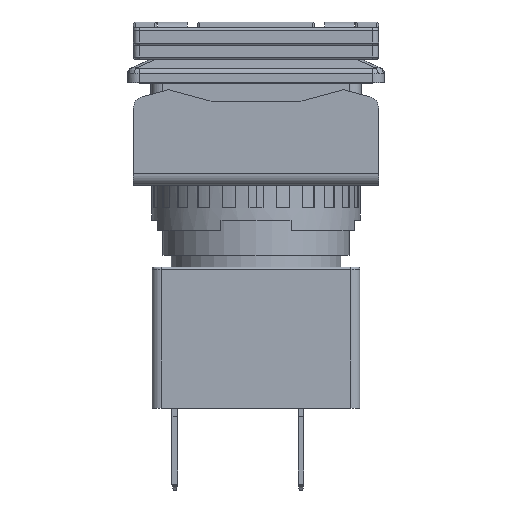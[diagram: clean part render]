
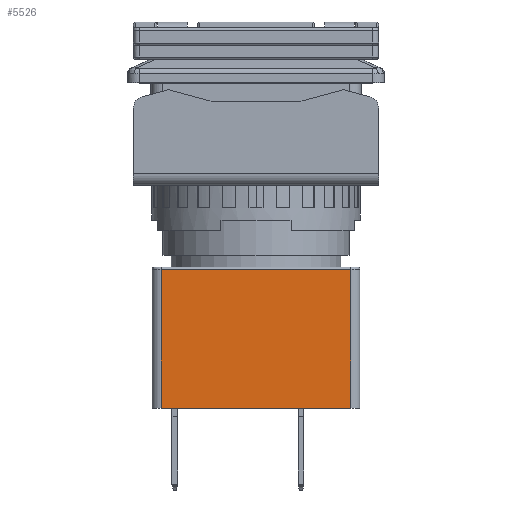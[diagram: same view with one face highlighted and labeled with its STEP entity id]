
A CAD part, front view. The second image highlights one B-rep face of the part: STEP entity #5526.
In plain terms, the highlighted planar face has unit normal (0, -1, 0).
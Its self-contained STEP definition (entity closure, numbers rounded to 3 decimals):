
#277 = DIRECTION ( 'NONE',  ( 0., 0., -1. ) ) ;
#361 = VERTEX_POINT ( 'NONE', #21092 ) ;
#748 = VECTOR ( 'NONE', #15159, 1000. ) ;
#1083 = ORIENTED_EDGE ( 'NONE', *, *, #21982, .F. ) ;
#1183 = EDGE_LOOP ( 'NONE', ( #15788, #10359, #13259, #1083 ) ) ;
#1408 = LINE ( 'NONE', #8181, #748 ) ;
#3142 = EDGE_CURVE ( 'NONE', #361, #8585, #8419, .T. ) ;
#3618 = VERTEX_POINT ( 'NONE', #22074 ) ;
#3929 = VECTOR ( 'NONE', #277, 1000. ) ;
#4167 = DIRECTION ( 'NONE',  ( 0., 0., 1. ) ) ;
#5027 = AXIS2_PLACEMENT_3D ( 'NONE', #12751, #19693, #4167 ) ;
#5131 = CARTESIAN_POINT ( 'NONE',  ( -8.1, -8.9, 11.9 ) ) ;
#5262 = EDGE_CURVE ( 'NONE', #361, #3618, #1408, .T. ) ;
#5305 = CARTESIAN_POINT ( 'NONE',  ( 0., -8.9, 11.9 ) ) ;
#5526 = ADVANCED_FACE ( 'NONE', ( #9065 ), #16035, .F. ) ;
#6239 = VECTOR ( 'NONE', #12199, 1000. ) ;
#8181 = CARTESIAN_POINT ( 'NONE',  ( 0., -8.9, 0. ) ) ;
#8419 = LINE ( 'NONE', #15399, #17201 ) ;
#8449 = VERTEX_POINT ( 'NONE', #12969 ) ;
#8585 = VERTEX_POINT ( 'NONE', #5131 ) ;
#8725 = LINE ( 'NONE', #15705, #3929 ) ;
#9065 = FACE_OUTER_BOUND ( 'NONE', #1183, .T. ) ;
#10272 = EDGE_CURVE ( 'NONE', #8585, #8449, #20869, .T. ) ;
#10359 = ORIENTED_EDGE ( 'NONE', *, *, #3142, .F. ) ;
#12199 = DIRECTION ( 'NONE',  ( 1., 0., 0. ) ) ;
#12751 = CARTESIAN_POINT ( 'NONE',  ( -8.1, -8.9, 0. ) ) ;
#12969 = CARTESIAN_POINT ( 'NONE',  ( 8.1, -8.9, 11.9 ) ) ;
#13259 = ORIENTED_EDGE ( 'NONE', *, *, #5262, .T. ) ;
#15159 = DIRECTION ( 'NONE',  ( 1., 0., 0. ) ) ;
#15399 = CARTESIAN_POINT ( 'NONE',  ( -8.1, -8.9, 5.95 ) ) ;
#15705 = CARTESIAN_POINT ( 'NONE',  ( 8.1, -8.9, 5.95 ) ) ;
#15788 = ORIENTED_EDGE ( 'NONE', *, *, #10272, .F. ) ;
#16035 = PLANE ( 'NONE',  #5027 ) ;
#17201 = VECTOR ( 'NONE', #22370, 1000. ) ;
#19693 = DIRECTION ( 'NONE',  ( 0., 1., 0. ) ) ;
#20869 = LINE ( 'NONE', #5305, #6239 ) ;
#21092 = CARTESIAN_POINT ( 'NONE',  ( -8.1, -8.9, 0. ) ) ;
#21982 = EDGE_CURVE ( 'NONE', #8449, #3618, #8725, .T. ) ;
#22074 = CARTESIAN_POINT ( 'NONE',  ( 8.1, -8.9, 0. ) ) ;
#22370 = DIRECTION ( 'NONE',  ( 0., 0., 1. ) ) ;
